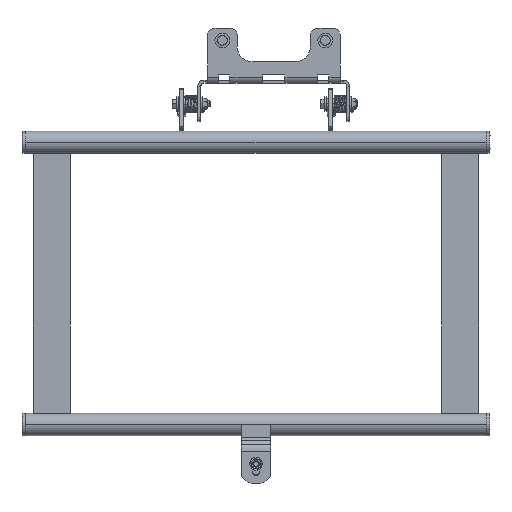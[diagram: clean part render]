
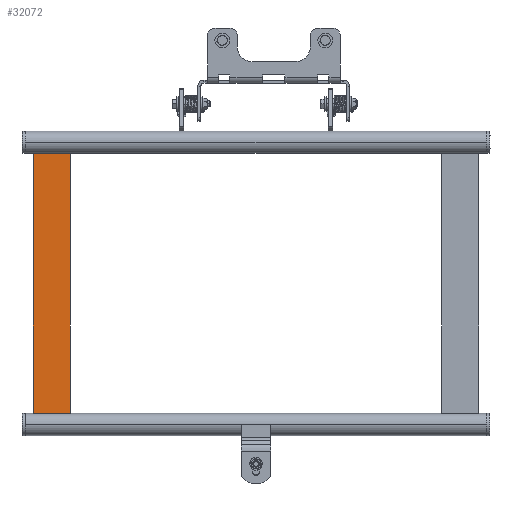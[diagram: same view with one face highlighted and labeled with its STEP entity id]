
A CAD part, left-side view. The second image highlights one B-rep face of the part: STEP entity #32072.
In plain terms, the highlighted planar face has unit normal (-1, 0, 0).
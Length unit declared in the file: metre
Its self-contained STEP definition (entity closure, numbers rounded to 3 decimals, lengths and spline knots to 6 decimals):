
#1107 = CARTESIAN_POINT ( 'NONE',  ( 0.004289, 0.497925, -0.453717 ) ) ;
#1339 = EDGE_CURVE ( 'NONE', #7258, #13706, #5330, .T. ) ;
#1681 = CARTESIAN_POINT ( 'NONE',  ( 0.004289, 0.547925, -0.453717 ) ) ;
#2694 = ORIENTED_EDGE ( 'NONE', *, *, #9499, .F. ) ;
#2899 = CARTESIAN_POINT ( 'NONE',  ( 0.004289, 0.547925, -0.453717 ) ) ;
#3256 = FACE_OUTER_BOUND ( 'NONE', #7943, .T. ) ;
#3882 = ORIENTED_EDGE ( 'NONE', *, *, #6063, .T. ) ;
#5330 = LINE ( 'NONE', #2899, #18280 ) ;
#6063 = EDGE_CURVE ( 'NONE', #7258, #8599, #14299, .T. ) ;
#6197 = DIRECTION ( 'NONE',  ( 0., 0., 1. ) ) ;
#7258 = VERTEX_POINT ( 'NONE', #1681 ) ;
#7943 = EDGE_LOOP ( 'NONE', ( #2694, #11666, #3882, #17040 ) ) ;
#8599 = VERTEX_POINT ( 'NONE', #22372 ) ;
#8973 = CARTESIAN_POINT ( 'NONE',  ( 0.004289, 0.497925, -0.453717 ) ) ;
#8982 = CARTESIAN_POINT ( 'NONE',  ( 0.004289, 0.497925, -0.453717 ) ) ;
#9499 = EDGE_CURVE ( 'NONE', #13706, #12469, #14462, .T. ) ;
#10204 = DIRECTION ( 'NONE',  ( 0., 0., 1. ) ) ;
#11404 = DIRECTION ( 'NONE',  ( 0., 0., 1. ) ) ;
#11666 = ORIENTED_EDGE ( 'NONE', *, *, #1339, .F. ) ;
#12469 = VERTEX_POINT ( 'NONE', #27516 ) ;
#13706 = VERTEX_POINT ( 'NONE', #26495 ) ;
#14171 = DIRECTION ( 'NONE',  ( -1., 0., 0. ) ) ;
#14299 = LINE ( 'NONE', #1107, #15004 ) ;
#14462 = LINE ( 'NONE', #30432, #28167 ) ;
#15004 = VECTOR ( 'NONE', #16735, 1. ) ;
#16456 = AXIS2_PLACEMENT_3D ( 'NONE', #8973, #14171, #11404 ) ;
#16457 = LINE ( 'NONE', #8982, #17958 ) ;
#16735 = DIRECTION ( 'NONE',  ( 0., -1., 0. ) ) ;
#17040 = ORIENTED_EDGE ( 'NONE', *, *, #29263, .T. ) ;
#17958 = VECTOR ( 'NONE', #6197, 1. ) ;
#18280 = VECTOR ( 'NONE', #10204, 1. ) ;
#22118 = DIRECTION ( 'NONE',  ( 0., -1., 0. ) ) ;
#22372 = CARTESIAN_POINT ( 'NONE',  ( 0.004289, 0.497925, -0.453717 ) ) ;
#24588 = PLANE ( 'NONE',  #16456 ) ;
#26495 = CARTESIAN_POINT ( 'NONE',  ( 0.004289, 0.547925, -0.103717 ) ) ;
#27516 = CARTESIAN_POINT ( 'NONE',  ( 0.004289, 0.497925, -0.103717 ) ) ;
#28167 = VECTOR ( 'NONE', #22118, 1. ) ;
#29263 = EDGE_CURVE ( 'NONE', #8599, #12469, #16457, .T. ) ;
#30432 = CARTESIAN_POINT ( 'NONE',  ( 0.004289, 0.497925, -0.103717 ) ) ;
#32072 = ADVANCED_FACE ( 'NONE', ( #3256 ), #24588, .T. ) ;
